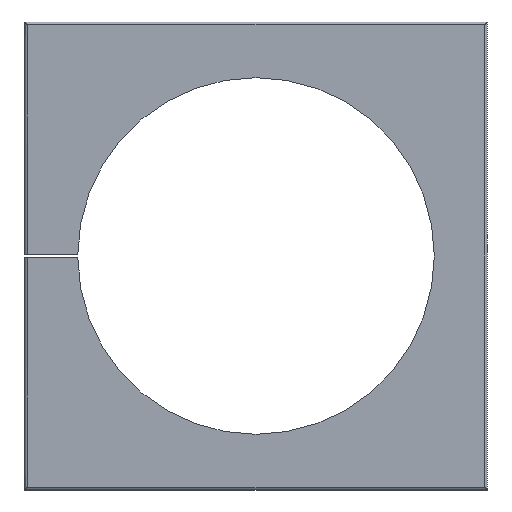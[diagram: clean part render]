
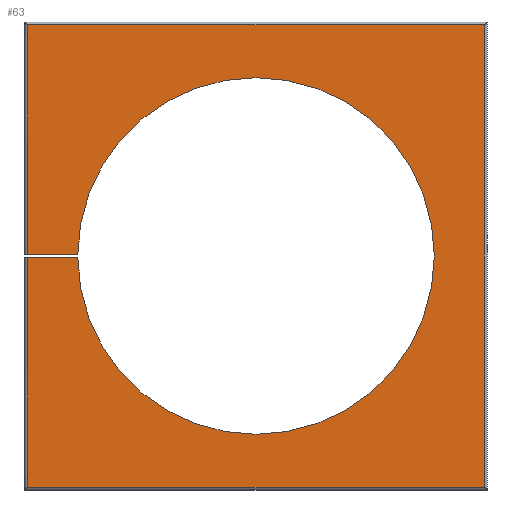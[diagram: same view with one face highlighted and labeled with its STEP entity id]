
A CAD part, front view. The second image highlights one B-rep face of the part: STEP entity #63.
In plain terms, the highlighted planar face has unit normal (0, -1, 0).
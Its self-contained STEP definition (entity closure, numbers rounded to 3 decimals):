
#63=ADVANCED_FACE('NONE',(#173),#174,.T.);
#173=FACE_OUTER_BOUND('',#360,.T.);
#174=PLANE('',#361);
#360=EDGE_LOOP('',(#1260,#1261,#1262,#1263,#1264,#1265,#1266,#1267,#1268,#1269));
#361=AXIS2_PLACEMENT_3D('',#1270,#1271,#1272);
#1260=ORIENTED_EDGE('',*,*,#1916,.F.);
#1261=ORIENTED_EDGE('',*,*,#1917,.T.);
#1262=ORIENTED_EDGE('',*,*,#1918,.T.);
#1263=ORIENTED_EDGE('',*,*,#1919,.T.);
#1264=ORIENTED_EDGE('',*,*,#1920,.T.);
#1265=ORIENTED_EDGE('',*,*,#1921,.T.);
#1266=ORIENTED_EDGE('',*,*,#1922,.T.);
#1267=ORIENTED_EDGE('',*,*,#1923,.T.);
#1268=ORIENTED_EDGE('',*,*,#1847,.T.);
#1269=ORIENTED_EDGE('',*,*,#1843,.T.);
#1270=CARTESIAN_POINT('',(-20.75,0.0,-21.0));
#1271=DIRECTION('',(0.0,-1.0,0.0));
#1272=DIRECTION('',(0.0,0.0,-1.0));
#1843=EDGE_CURVE('NONE',#2100,#2101,#2102,.T.);
#1847=EDGE_CURVE('NONE',#2108,#2100,#2109,.T.);
#1916=EDGE_CURVE('NONE',#2235,#2101,#2236,.T.);
#1917=EDGE_CURVE('NONE',#2235,#2237,#2238,.T.);
#1918=EDGE_CURVE('NONE',#2237,#2239,#2240,.T.);
#1919=EDGE_CURVE('NONE',#2239,#2241,#2242,.T.);
#1920=EDGE_CURVE('NONE',#2241,#2243,#2244,.T.);
#1921=EDGE_CURVE('NONE',#2243,#2245,#2246,.T.);
#1922=EDGE_CURVE('NONE',#2245,#2247,#2248,.T.);
#1923=EDGE_CURVE('NONE',#2247,#2108,#2249,.T.);
#2100=VERTEX_POINT('NONE',#2521);
#2101=VERTEX_POINT('NONE',#2522);
#2102=CIRCLE('',#2523,16.0);
#2108=VERTEX_POINT('NONE',#2531);
#2109=CIRCLE('',#2532,16.0);
#2235=VERTEX_POINT('NONE',#2725);
#2236=LINE('',#2726,#2727);
#2237=VERTEX_POINT('NONE',#2728);
#2238=LINE('',#2729,#2730);
#2239=VERTEX_POINT('NONE',#2731);
#2240=LINE('',#2732,#2733);
#2241=VERTEX_POINT('NONE',#2734);
#2242=LINE('',#2735,#2736);
#2243=VERTEX_POINT('NONE',#2737);
#2244=LINE('',#2738,#2739);
#2245=VERTEX_POINT('NONE',#2740);
#2246=LINE('',#2741,#2742);
#2247=VERTEX_POINT('NONE',#2743);
#2248=LINE('',#2744,#2745);
#2249=CIRCLE('',#2746,16.0);
#2521=CARTESIAN_POINT('',(0.,0.0,-16.0));
#2522=CARTESIAN_POINT('',(-15.999,0.0,-0.15));
#2523=AXIS2_PLACEMENT_3D('',#3793,#3794,#3795);
#2531=CARTESIAN_POINT('',(0.0,0.0,16.0));
#2532=AXIS2_PLACEMENT_3D('',#3801,#3802,#3803);
#2725=CARTESIAN_POINT('',(-20.5,0.0,-0.15));
#2726=CARTESIAN_POINT('',(-20.75,0.0,-0.15));
#2727=VECTOR('',#3874,1000.0);
#2728=CARTESIAN_POINT('',(-20.5,0.0,-20.75));
#2729=CARTESIAN_POINT('',(-20.5,0.0,-21.0));
#2730=VECTOR('',#3875,1000.0);
#2731=CARTESIAN_POINT('',(20.5,0.0,-20.75));
#2732=CARTESIAN_POINT('',(20.75,0.0,-20.75));
#2733=VECTOR('',#3876,1000.0);
#2734=CARTESIAN_POINT('',(20.5,0.0,20.75));
#2735=CARTESIAN_POINT('',(20.5,0.0,21.0));
#2736=VECTOR('',#3877,1000.0);
#2737=CARTESIAN_POINT('',(-20.5,0.0,20.75));
#2738=CARTESIAN_POINT('',(-20.75,0.0,20.75));
#2739=VECTOR('',#3878,1000.0);
#2740=CARTESIAN_POINT('',(-20.5,0.0,0.15));
#2741=CARTESIAN_POINT('',(-20.5,0.0,0.15));
#2742=VECTOR('',#3879,1000.0);
#2743=CARTESIAN_POINT('',(-15.999,0.0,0.15));
#2744=CARTESIAN_POINT('',(-20.75,0.0,0.15));
#2745=VECTOR('',#3880,1000.0);
#2746=AXIS2_PLACEMENT_3D('',#3881,#3882,#3883);
#3793=CARTESIAN_POINT('',(0.0,0.0,0.0));
#3794=DIRECTION('',(0.0,1.0,0.0));
#3795=DIRECTION('',(0.0,0.0,-1.0));
#3801=CARTESIAN_POINT('',(0.0,0.0,0.0));
#3802=DIRECTION('',(0.0,1.0,0.0));
#3803=DIRECTION('',(0.0,0.0,-1.0));
#3874=DIRECTION('',(1.0,0.0,0.0));
#3875=DIRECTION('',(-0.0,-0.0,-1.0));
#3876=DIRECTION('',(1.0,-0.0,-0.0));
#3877=DIRECTION('',(0.,-0.0,1.0));
#3878=DIRECTION('',(-1.0,-0.0,0.0));
#3879=DIRECTION('',(-0.0,-0.0,-1.0));
#3880=DIRECTION('',(1.0,0.0,0.0));
#3881=CARTESIAN_POINT('',(0.0,0.0,0.0));
#3882=DIRECTION('',(0.0,1.0,0.0));
#3883=DIRECTION('',(0.0,0.0,-1.0));
